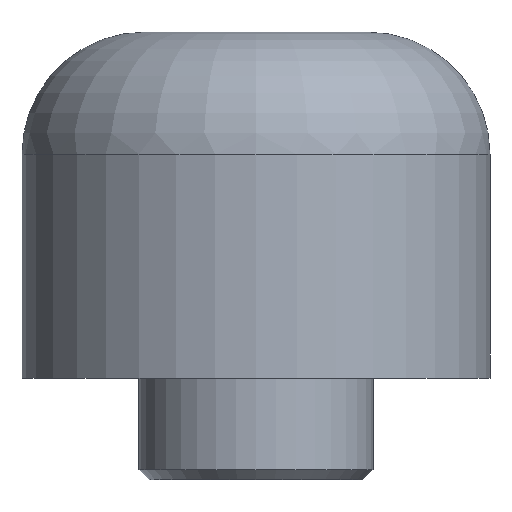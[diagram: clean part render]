
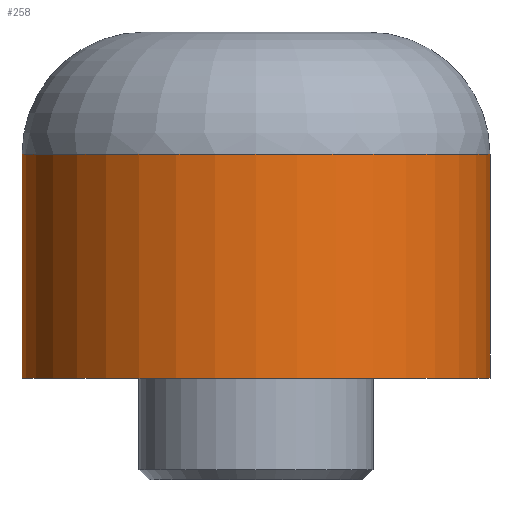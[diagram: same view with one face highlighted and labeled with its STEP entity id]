
A CAD part, front view. The second image highlights one B-rep face of the part: STEP entity #258.
In plain terms, the highlighted cylindrical face has radius 11.5 mm (diameter 23 mm), a partial arc.
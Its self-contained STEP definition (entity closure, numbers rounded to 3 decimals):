
#2 = AXIS2_PLACEMENT_3D ( 'NONE', #300, #170, #33 ) ;
#8 = DIRECTION ( 'NONE',  ( 0., 0., -1. ) ) ;
#17 = DIRECTION ( 'NONE',  ( 0., 0., 1. ) ) ;
#26 = CYLINDRICAL_SURFACE ( 'NONE', #2, 11.5 ) ;
#28 = CARTESIAN_POINT ( 'NONE',  ( 0., 0., 0. ) ) ;
#33 = DIRECTION ( 'NONE',  ( -1., 0., 0. ) ) ;
#44 = LINE ( 'NONE', #386, #436 ) ;
#46 = VECTOR ( 'NONE', #203, 1000. ) ;
#52 = CARTESIAN_POINT ( 'NONE',  ( 11.5, 0., 0. ) ) ;
#87 = CARTESIAN_POINT ( 'NONE',  ( -11.5, 0., 0. ) ) ;
#102 = CARTESIAN_POINT ( 'NONE',  ( -11.5, 0., 17. ) ) ;
#113 = VERTEX_POINT ( 'NONE', #87 ) ;
#124 = DIRECTION ( 'NONE',  ( 1., 0., 0. ) ) ;
#135 = FACE_OUTER_BOUND ( 'NONE', #327, .T. ) ;
#139 = CIRCLE ( 'NONE', #272, 11.5 ) ;
#155 = ORIENTED_EDGE ( 'NONE', *, *, #389, .F. ) ;
#160 = ORIENTED_EDGE ( 'NONE', *, *, #242, .T. ) ;
#163 = DIRECTION ( 'NONE',  ( 1., 0., 0. ) ) ;
#170 = DIRECTION ( 'NONE',  ( 0., 0., -1. ) ) ;
#180 = ORIENTED_EDGE ( 'NONE', *, *, #206, .T. ) ;
#203 = DIRECTION ( 'NONE',  ( 0., 0., -1. ) ) ;
#206 = EDGE_CURVE ( 'NONE', #396, #113, #443, .T. ) ;
#209 = ORIENTED_EDGE ( 'NONE', *, *, #438, .T. ) ;
#242 = EDGE_CURVE ( 'NONE', #382, #396, #139, .T. ) ;
#258 = ADVANCED_FACE ( 'NONE', ( #135 ), #26, .T. ) ;
#270 = CARTESIAN_POINT ( 'NONE',  ( -11.5, 0., 11. ) ) ;
#272 = AXIS2_PLACEMENT_3D ( 'NONE', #440, #414, #163 ) ;
#300 = CARTESIAN_POINT ( 'NONE',  ( 0., 0., 17. ) ) ;
#301 = CIRCLE ( 'NONE', #412, 11.5 ) ;
#327 = EDGE_LOOP ( 'NONE', ( #155, #160, #180, #209 ) ) ;
#382 = VERTEX_POINT ( 'NONE', #419 ) ;
#386 = CARTESIAN_POINT ( 'NONE',  ( 11.5, 0., 17. ) ) ;
#389 = EDGE_CURVE ( 'NONE', #382, #441, #44, .T. ) ;
#396 = VERTEX_POINT ( 'NONE', #270 ) ;
#412 = AXIS2_PLACEMENT_3D ( 'NONE', #28, #17, #124 ) ;
#414 = DIRECTION ( 'NONE',  ( 0., 0., -1. ) ) ;
#419 = CARTESIAN_POINT ( 'NONE',  ( 11.5, 0., 11. ) ) ;
#436 = VECTOR ( 'NONE', #8, 1000. ) ;
#438 = EDGE_CURVE ( 'NONE', #113, #441, #301, .T. ) ;
#440 = CARTESIAN_POINT ( 'NONE',  ( 0., 0., 11. ) ) ;
#441 = VERTEX_POINT ( 'NONE', #52 ) ;
#443 = LINE ( 'NONE', #102, #46 ) ;
